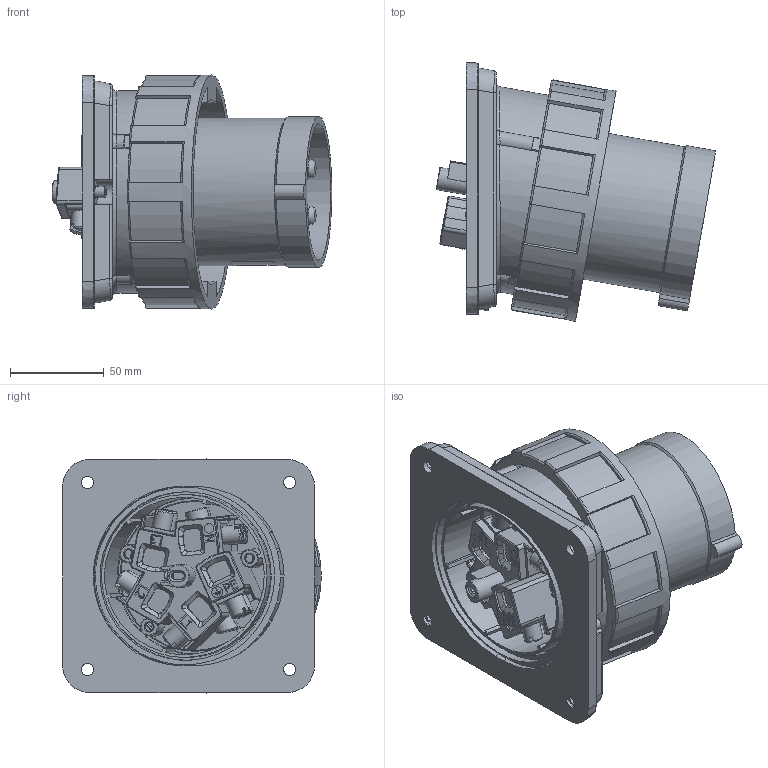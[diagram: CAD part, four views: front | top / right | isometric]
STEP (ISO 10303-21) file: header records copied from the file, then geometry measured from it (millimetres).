
FILE_DESCRIPTION(/* description */ (''),/* implementation_level */ '2;1');
FILE_NAME(/* name */ '2744.stp',/* time_stamp */ '2023-08-31T08:13:16+02:00',/* author */ ('massmann'),/* organization */ (''),/* preprocessor_version */ 'ST-DEVELOPER v17',/* originating_system */ 'Autodesk Inventor 2018',/* authorisation */ '');
FILE_SCHEMA (('AUTOMOTIVE_DESIGN { 1 0 10303 214 3 1 1 }'));
Products named in the file (1): 2744
Bounding box: 149.32 x 138.23 x 125 mm (x, y, z)
Volume: 642703.2 mm3; surface area: 184694 mm2
Topology: 1 solids, 1 shells, 1585 faces, 4368 edges, 2866 vertices
Faces by surface type: plane 934, cylinder 362, bspline 114, torus 105, cone 63, sphere 7
Full cylindrical faces by diameter (mm): 0.316 x1, 0.507 x1, 3.2 x1, 3.5 x2, 6 x2, 9 x3, 10 x14, 12 x2, 72.5 x1, 73 x1, 79 x1, 80.5 x1, 80.9 x1, 84 x1, 87 x1, 90 x1, 95 x1, 114.5 x1, 115 x1, 125 x1
Entity records: 56893 total; most frequent: CARTESIAN_POINT 15022, ORIENTED_EDGE 8728, DIRECTION 8125, EDGE_CURVE 4364, VERTEX_POINT 2866, AXIS2_PLACEMENT_3D 2817, LINE 2491, VECTOR 2491
